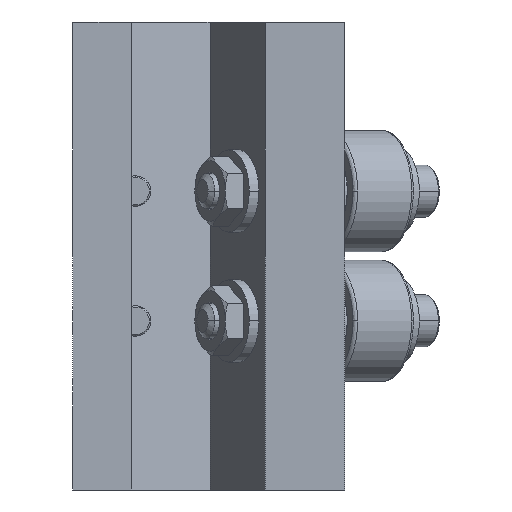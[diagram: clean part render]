
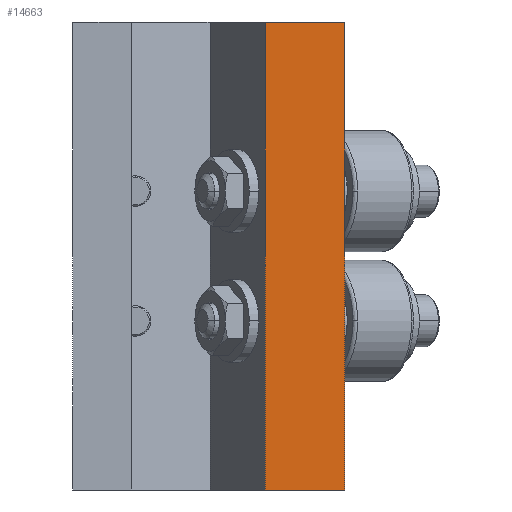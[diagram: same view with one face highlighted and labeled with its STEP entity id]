
A CAD part, left-side view. The second image highlights one B-rep face of the part: STEP entity #14663.
In plain terms, the highlighted planar face has unit normal (-1, 0, 0).
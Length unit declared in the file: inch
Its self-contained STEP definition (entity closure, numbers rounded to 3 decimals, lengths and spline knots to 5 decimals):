
#94 = DIRECTION ( 'NONE',  ( 0., 0., 1. ) ) ;
#733 = PLANE ( 'NONE',  #10820 ) ;
#1628 = EDGE_CURVE ( 'NONE', #2435, #15610, #7545, .T. ) ;
#2130 = DIRECTION ( 'NONE',  ( -1., 0., 0. ) ) ;
#2175 = EDGE_LOOP ( 'NONE', ( #12603, #11223, #11715, #19675 ) ) ;
#2308 = CARTESIAN_POINT ( 'NONE',  ( -1.75, 0.111, 1.6875 ) ) ;
#2435 = VERTEX_POINT ( 'NONE', #2308 ) ;
#4190 = CARTESIAN_POINT ( 'NONE',  ( -1.75, -0.464, 1.6875 ) ) ;
#4787 = VECTOR ( 'NONE', #13118, 39.37008 ) ;
#4801 = CARTESIAN_POINT ( 'NONE',  ( -1.75, 0.111, -1.6875 ) ) ;
#5764 = FACE_OUTER_BOUND ( 'NONE', #2175, .T. ) ;
#6554 = CARTESIAN_POINT ( 'NONE',  ( -1.75, -0.464, -1.6875 ) ) ;
#7545 = LINE ( 'NONE', #4190, #12141 ) ;
#8668 = CARTESIAN_POINT ( 'NONE',  ( -1.75, -0.464, -1.6875 ) ) ;
#9759 = EDGE_CURVE ( 'NONE', #14679, #12779, #12787, .T. ) ;
#10477 = DIRECTION ( 'NONE',  ( 0., 0., 1. ) ) ;
#10583 = CARTESIAN_POINT ( 'NONE',  ( -1.75, 0.111, -1.6875 ) ) ;
#10741 = DIRECTION ( 'NONE',  ( 0., -1., 0. ) ) ;
#10820 = AXIS2_PLACEMENT_3D ( 'NONE', #8668, #2130, #12311 ) ;
#11223 = ORIENTED_EDGE ( 'NONE', *, *, #19059, .F. ) ;
#11715 = ORIENTED_EDGE ( 'NONE', *, *, #9759, .T. ) ;
#12141 = VECTOR ( 'NONE', #10741, 39.37008 ) ;
#12311 = DIRECTION ( 'NONE',  ( 0., 0., 1. ) ) ;
#12603 = ORIENTED_EDGE ( 'NONE', *, *, #1628, .F. ) ;
#12779 = VERTEX_POINT ( 'NONE', #6554 ) ;
#12787 = LINE ( 'NONE', #17506, #4787 ) ;
#13118 = DIRECTION ( 'NONE',  ( 0., -1., 0. ) ) ;
#14059 = CARTESIAN_POINT ( 'NONE',  ( -1.75, -0.464, -1.6875 ) ) ;
#14663 = ADVANCED_FACE ( 'NONE', ( #5764 ), #733, .T. ) ;
#14679 = VERTEX_POINT ( 'NONE', #10583 ) ;
#14694 = LINE ( 'NONE', #4801, #20594 ) ;
#15610 = VERTEX_POINT ( 'NONE', #21039 ) ;
#17214 = VECTOR ( 'NONE', #10477, 39.37008 ) ;
#17506 = CARTESIAN_POINT ( 'NONE',  ( -1.75, -0.464, -1.6875 ) ) ;
#19059 = EDGE_CURVE ( 'NONE', #14679, #2435, #14694, .T. ) ;
#19675 = ORIENTED_EDGE ( 'NONE', *, *, #21195, .T. ) ;
#20458 = LINE ( 'NONE', #14059, #17214 ) ;
#20594 = VECTOR ( 'NONE', #94, 39.37008 ) ;
#21039 = CARTESIAN_POINT ( 'NONE',  ( -1.75, -0.464, 1.6875 ) ) ;
#21195 = EDGE_CURVE ( 'NONE', #12779, #15610, #20458, .T. ) ;
